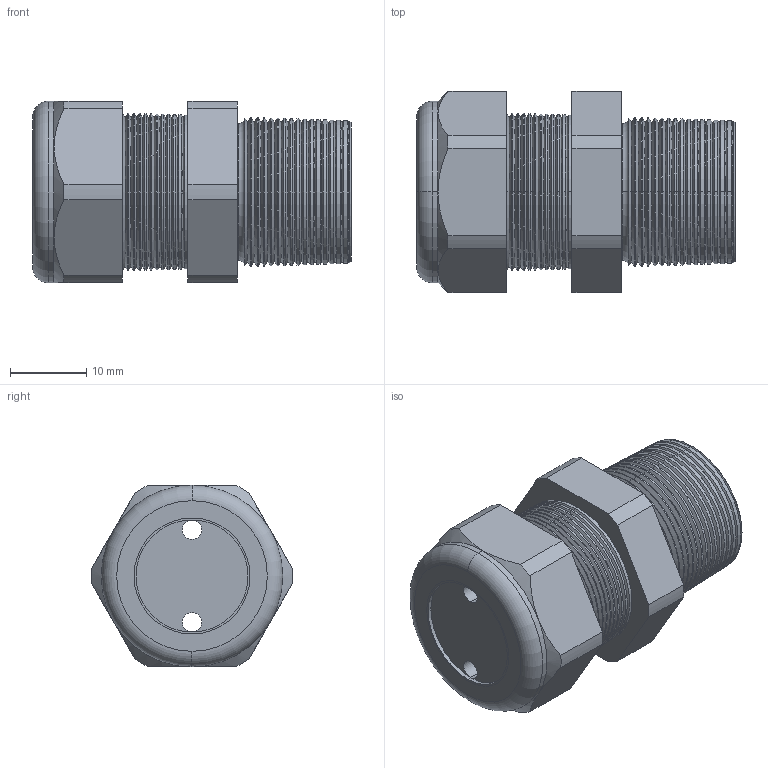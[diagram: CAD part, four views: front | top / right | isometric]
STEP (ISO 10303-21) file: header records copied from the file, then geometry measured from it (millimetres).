
FILE_DESCRIPTION (( 'STEP AP203' ), '1' );
FILE_NAME ('CD13N9-BK.STEP', '2008-06-23T05:07:29', ( 'BSI05' ), ( 'BAYSTATE' ), 'SwSTEP 2.0', 'SolidWorks 2007', '' );
FILE_SCHEMA (( 'CONFIG_CONTROL_DESIGN' ));
Length unit declared in the file: inch
Products named in the file (1): CD13N9-BK
Bounding box: 41.91 x 26.49 x 23.88 mm (x, y, z)
Volume: 9640.4 mm3; surface area: 7672 mm2
Topology: 2 solids, 2 shells, 220 faces, 462 edges, 250 vertices
Faces by surface type: cone 170, cylinder 24, plane 20, torus 6
Entity records: 5899 total; most frequent: DIRECTION 1124, CARTESIAN_POINT 1021, ORIENTED_EDGE 924, EDGE_CURVE 462, AXIS2_PLACEMENT_3D 453, VERTEX_POINT 250, CIRCLE 232, EDGE_LOOP 230
